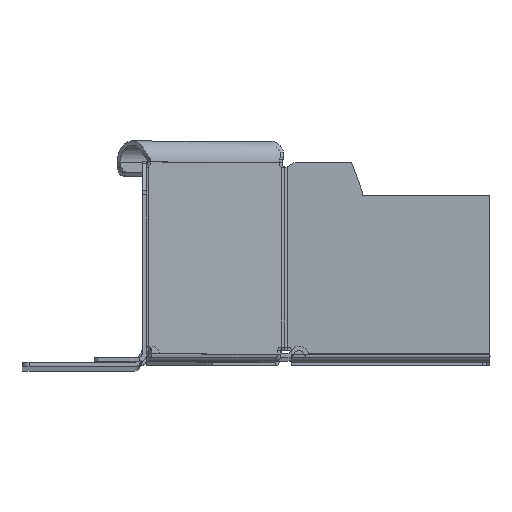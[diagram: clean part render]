
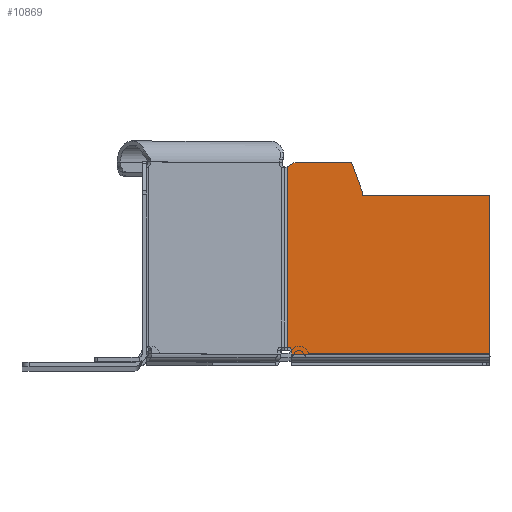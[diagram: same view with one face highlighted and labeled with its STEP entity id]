
A CAD part, top view. The second image highlights one B-rep face of the part: STEP entity #10869.
In plain terms, the highlighted face is planar.
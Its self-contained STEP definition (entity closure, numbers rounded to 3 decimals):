
#9416=CARTESIAN_POINT('',(-15.291,55.709,28.291));
#9473=DIRECTION('',(0.,1.,0.));
#9474=VECTOR('',#9473,45.25);
#9475=CARTESIAN_POINT('',(-56.189,2.25,69.189));
#9476=LINE('',#9475,#9474);
#9495=DIRECTION('',(0.002,1.,-0.002));
#9496=VECTOR('',#9495,1.);
#9497=CARTESIAN_POINT('',(-16.165,2.25,29.165));
#9498=LINE('',#9497,#9496);
#9511=CARTESIAN_POINT('',(-15.456,3.25,28.456));
#9512=DIRECTION('',(0.707,0.,0.707));
#9513=DIRECTION('',(0.,1.,0.));
#9514=AXIS2_PLACEMENT_3D('',#9511,#9512,#9513);
#9516=DIRECTION('',(-0.707,0.,0.707));
#9517=VECTOR('',#9516,0.231);
#9518=CARTESIAN_POINT('',(-15.293,4.25,28.293));
#9519=LINE('',#9518,#9517);
#9520=DIRECTION('',(0.612,-0.5,-0.612));
#9521=VECTOR('',#9520,2.58);
#9522=CARTESIAN_POINT('',(-16.871,57.,29.871));
#9523=LINE('',#9522,#9521);
#9524=CARTESIAN_POINT('',(-28.011,56.5,41.011));
#9525=DIRECTION('',(-0.707,0.,-0.707));
#9526=DIRECTION('',(-0.664,0.342,0.664));
#9527=AXIS2_PLACEMENT_3D('',#9524,#9525,#9526);
#9529=DIRECTION('',(0.242,0.94,-0.242));
#9530=VECTOR('',#9529,8.421);
#9531=CARTESIAN_POINT('',(-30.38,48.758,43.38));
#9532=LINE('',#9531,#9530);
#9537=DIRECTION('',(0.707,0.,-0.707));
#9538=VECTOR('',#9537,36.5);
#9539=CARTESIAN_POINT('',(-56.189,47.5,69.189));
#9540=LINE('',#9539,#9538);
#9545=DIRECTION('',(0.,-1.,0.));
#9546=VECTOR('',#9545,1.258);
#9547=CARTESIAN_POINT('',(-30.38,48.758,43.38));
#9548=LINE('',#9547,#9546);
#9561=DIRECTION('',(-0.707,0.,0.707));
#9562=VECTOR('',#9561,15.754);
#9563=CARTESIAN_POINT('',(-16.871,57.,29.871));
#9564=LINE('',#9563,#9562);
#9573=DIRECTION('',(0.707,0.,-0.707));
#9574=VECTOR('',#9573,56.602);
#9575=CARTESIAN_POINT('',(-56.189,2.25,69.189));
#9576=LINE('',#9575,#9574);
#9730=DIRECTION('',(0.,1.,0.));
#9731=VECTOR('',#9730,51.459);
#9732=CARTESIAN_POINT('',(-15.293,4.25,28.293));
#9733=LINE('',#9732,#9731);
#10346=VERTEX_POINT('',#9416);
#10353=CARTESIAN_POINT('',(-15.293,4.25,28.293));
#10355=VERTEX_POINT('',#10353);
#10358=CARTESIAN_POINT('',(-15.456,4.25,28.456));
#10360=VERTEX_POINT('',#10358);
#10363=CARTESIAN_POINT('',(-16.163,3.25,29.163));
#10365=VERTEX_POINT('',#10363);
#10390=CARTESIAN_POINT('',(-30.38,48.758,
43.38));
#10391=CARTESIAN_POINT('',(-28.343,56.671,
41.343));
#10392=VERTEX_POINT('',#10390);
#10393=VERTEX_POINT('',#10391);
#10394=CARTESIAN_POINT('',(-28.011,57.,41.011));
#10395=VERTEX_POINT('',#10394);
#10396=CARTESIAN_POINT('',(-16.871,57.,29.871));
#10397=VERTEX_POINT('',#10396);
#10398=CARTESIAN_POINT('',(-16.165,2.25,29.165));
#10399=VERTEX_POINT('',#10398);
#10400=CARTESIAN_POINT('',(-56.189,2.25,69.189));
#10401=VERTEX_POINT('',#10400);
#10426=CARTESIAN_POINT('',(-56.189,47.5,69.189));
#10428=VERTEX_POINT('',#10426);
#10431=CARTESIAN_POINT('',(-30.38,47.5,43.38));
#10433=VERTEX_POINT('',#10431);
#10842=CARTESIAN_POINT('',(-56.189,2.25,69.189));
#10843=DIRECTION('',(-0.707,0.,-0.707));
#10844=DIRECTION('',(-0.707,0.,0.707));
#10845=AXIS2_PLACEMENT_3D('',#10842,#10843,#10844);
#10846=PLANE('',#10845);
#10848=ORIENTED_EDGE('',*,*,#10847,.F.);
#10849=ORIENTED_EDGE('',*,*,#10778,.F.);
#10851=ORIENTED_EDGE('',*,*,#10850,.T.);
#10852=ORIENTED_EDGE('',*,*,#10821,.T.);
#10853=ORIENTED_EDGE('',*,*,#10833,.F.);
#10855=ORIENTED_EDGE('',*,*,#10854,.F.);
#10857=ORIENTED_EDGE('',*,*,#10856,.T.);
#10858=ORIENTED_EDGE('',*,*,#10730,.F.);
#10860=ORIENTED_EDGE('',*,*,#10859,.T.);
#10862=ORIENTED_EDGE('',*,*,#10861,.F.);
#10864=ORIENTED_EDGE('',*,*,#10863,.F.);
#10866=ORIENTED_EDGE('',*,*,#10865,.T.);
#10867=EDGE_LOOP('',(#10848,#10849,#10851,#10852,#10853,#10855,#10857,#10858,
#10860,#10862,#10864,#10866));
#10868=FACE_OUTER_BOUND('',#10867,.F.);
#10869=ADVANCED_FACE('',(#10868),#10846,.T.);
#9515=CIRCLE('',#9514,1.);
#9528=CIRCLE('',#9527,0.5);
#10730=EDGE_CURVE('',#10397,#10346,#9523,.T.);
#10778=EDGE_CURVE('',#10401,#10428,#9476,.T.);
#10821=EDGE_CURVE('',#10399,#10365,#9498,.T.);
#10833=EDGE_CURVE('',#10360,#10365,#9515,.T.);
#10847=EDGE_CURVE('',#10428,#10433,#9540,.T.);
#10850=EDGE_CURVE('',#10401,#10399,#9576,.T.);
#10854=EDGE_CURVE('',#10355,#10360,#9519,.T.);
#10856=EDGE_CURVE('',#10355,#10346,#9733,.T.);
#10859=EDGE_CURVE('',#10397,#10395,#9564,.T.);
#10861=EDGE_CURVE('',#10393,#10395,#9528,.T.);
#10863=EDGE_CURVE('',#10392,#10393,#9532,.T.);
#10865=EDGE_CURVE('',#10392,#10433,#9548,.T.);
